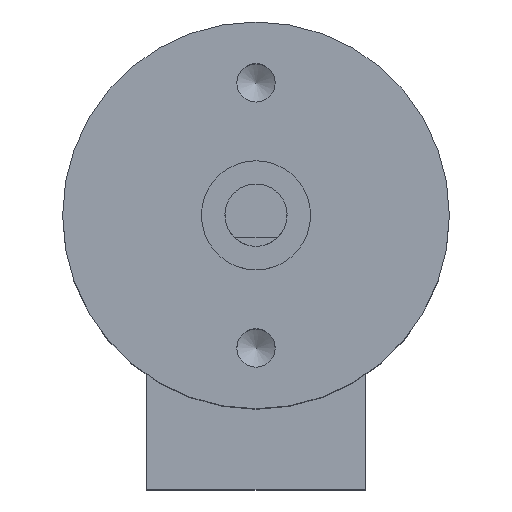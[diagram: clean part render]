
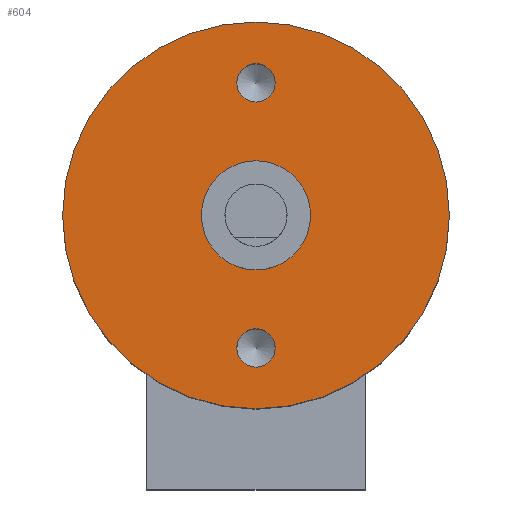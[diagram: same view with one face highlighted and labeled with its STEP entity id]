
A CAD part, top view. The second image highlights one B-rep face of the part: STEP entity #604.
In plain terms, the highlighted planar face has unit normal (0, 0, 1).
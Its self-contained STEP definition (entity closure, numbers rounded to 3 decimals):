
#135=FACE_BOUND('',#218,.T.);
#136=FACE_BOUND('',#219,.T.);
#137=FACE_BOUND('',#220,.T.);
#176=FACE_OUTER_BOUND('',#217,.T.);
#217=EDGE_LOOP('',(#505));
#218=EDGE_LOOP('',(#506));
#219=EDGE_LOOP('',(#507));
#220=EDGE_LOOP('',(#508));
#238=CIRCLE('',#669,1.23);
#240=CIRCLE('',#673,1.23);
#242=CIRCLE('',#678,3.5);
#246=CIRCLE('',#685,12.4);
#288=VERTEX_POINT('',#990);
#291=VERTEX_POINT('',#999);
#293=VERTEX_POINT('',#1007);
#296=VERTEX_POINT('',#1019);
#357=EDGE_CURVE('',#288,#288,#238,.T.);
#361=EDGE_CURVE('',#291,#291,#240,.T.);
#364=EDGE_CURVE('',#293,#293,#242,.T.);
#370=EDGE_CURVE('',#296,#296,#246,.T.);
#505=ORIENTED_EDGE('',*,*,#370,.T.);
#506=ORIENTED_EDGE('',*,*,#357,.T.);
#507=ORIENTED_EDGE('',*,*,#361,.T.);
#508=ORIENTED_EDGE('',*,*,#364,.T.);
#546=PLANE('',#686);
#604=ADVANCED_FACE('',(#176,#135,#136,#137),#546,.T.);
#669=AXIS2_PLACEMENT_3D('',#991,#817,#818);
#673=AXIS2_PLACEMENT_3D('',#1000,#827,#828);
#678=AXIS2_PLACEMENT_3D('',#1008,#838,#839);
#685=AXIS2_PLACEMENT_3D('',#1020,#854,#855);
#686=AXIS2_PLACEMENT_3D('',#1022,#857,#858);
#817=DIRECTION('center_axis',(0.,0.,-1.));
#818=DIRECTION('ref_axis',(1.,0.,0.));
#827=DIRECTION('center_axis',(0.,0.,-1.));
#828=DIRECTION('ref_axis',(1.,0.,0.));
#838=DIRECTION('center_axis',(0.,0.,-1.));
#839=DIRECTION('ref_axis',(0.,1.,0.));
#854=DIRECTION('center_axis',(0.,0.,1.));
#855=DIRECTION('ref_axis',(1.,0.,0.));
#857=DIRECTION('center_axis',(0.,0.,1.));
#858=DIRECTION('ref_axis',(1.,0.,0.));
#990=CARTESIAN_POINT('',(-1.23,8.5,25.575));
#991=CARTESIAN_POINT('Origin',(0.,8.5,25.575));
#999=CARTESIAN_POINT('',(-1.23,-8.5,25.575));
#1000=CARTESIAN_POINT('Origin',(0.,-8.5,
25.575));
#1007=CARTESIAN_POINT('',(0.,-3.5,25.575));
#1008=CARTESIAN_POINT('Origin',(0.,0.,25.575));
#1019=CARTESIAN_POINT('',(0.,-12.4,25.575));
#1020=CARTESIAN_POINT('Origin',(0.,0.,25.575));
#1022=CARTESIAN_POINT('Origin',(0.,0.,25.575));
